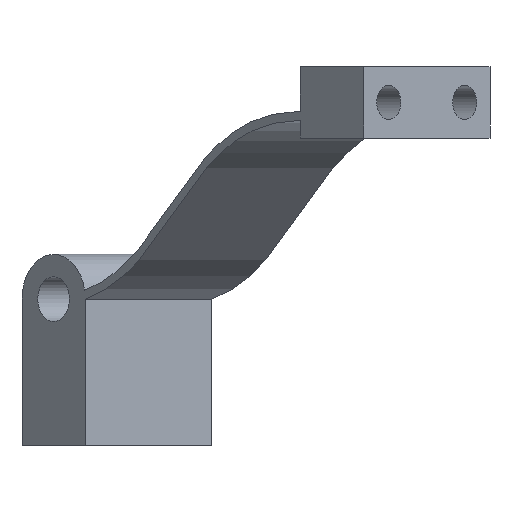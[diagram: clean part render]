
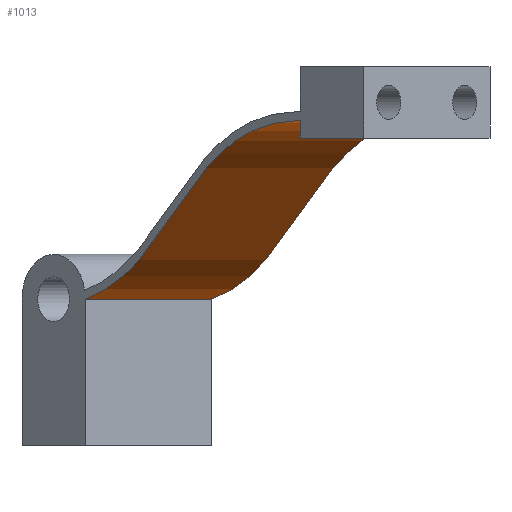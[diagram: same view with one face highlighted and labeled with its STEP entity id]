
A CAD part, front view. The second image highlights one B-rep face of the part: STEP entity #1013.
In plain terms, the highlighted free-form (B-spline) face has degree [1, 3] with [2, 4] control points.
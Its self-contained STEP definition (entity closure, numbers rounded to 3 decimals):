
#32 = PLANE('',#33);
#33 = AXIS2_PLACEMENT_3D('',#34,#35,#36);
#34 = CARTESIAN_POINT('',(-30.123,23.052,
    -15.168));
#35 = DIRECTION('',(0.707,0.707,0.));
#36 = DIRECTION('',(-0.,0.,-1.));
#57 = VERTEX_POINT('',#58);
#58 = CARTESIAN_POINT('',(-33.658,26.587,
    -15.418));
#72 = PLANE('',#73);
#73 = AXIS2_PLACEMENT_3D('',#74,#75,#76);
#74 = CARTESIAN_POINT('',(-33.658,26.587,
    -16.418));
#75 = DIRECTION('',(-0.707,0.707,0.));
#76 = DIRECTION('',(0.,0.,1.));
#84 = EDGE_CURVE('',#57,#85,#87,.T.);
#85 = VERTEX_POINT('',#86);
#86 = CARTESIAN_POINT('',(-45.679,38.608,
    -25.418));
#87 = SURFACE_CURVE('',#88,(#101,#117),.PCURVE_S1.);
#88 = B_SPLINE_CURVE_WITH_KNOTS('',11,(#89,#90,#91,#92,#93,#94,#95,#96,
    #97,#98,#99,#100),.UNSPECIFIED.,.F.,.F.,(12,12),(0.,19.723)
  ,.PIECEWISE_BEZIER_KNOTS.);
#89 = CARTESIAN_POINT('',(-33.658,26.587,
    -15.418));
#90 = CARTESIAN_POINT('',(-35.394,28.323,
    -15.418));
#91 = CARTESIAN_POINT('',(-36.813,29.742,
    -15.865));
#92 = CARTESIAN_POINT('',(-37.979,30.908,-16.671
    ));
#93 = CARTESIAN_POINT('',(-38.953,31.882,
    -17.748));
#94 = CARTESIAN_POINT('',(-39.799,32.728,
    -19.006));
#95 = CARTESIAN_POINT('',(-40.579,33.508,
    -20.357));
#96 = CARTESIAN_POINT('',(-41.356,34.285,
    -21.714));
#97 = CARTESIAN_POINT('',(-42.192,35.12,
    -22.986));
#98 = CARTESIAN_POINT('',(-43.149,36.078,-24.087
    ));
#99 = CARTESIAN_POINT('',(-44.291,37.22,
    -24.927));
#100 = CARTESIAN_POINT('',(-45.679,38.608,
    -25.418));
#101 = PCURVE('',#32,#102);
#102 = DEFINITIONAL_REPRESENTATION('',(#103),#116);
#103 = B_SPLINE_CURVE_WITH_KNOTS('',11,(#104,#105,#106,#107,#108,#109,
    #110,#111,#112,#113,#114,#115),.UNSPECIFIED.,.F.,.F.,(12,12),(0.,
    19.723),.PIECEWISE_BEZIER_KNOTS.);
#104 = CARTESIAN_POINT('',(0.25,5.));
#105 = CARTESIAN_POINT('',(0.25,7.455));
#106 = CARTESIAN_POINT('',(0.697,9.462));
#107 = CARTESIAN_POINT('',(1.503,11.11));
#108 = CARTESIAN_POINT('',(2.58,12.488));
#109 = CARTESIAN_POINT('',(3.838,13.685));
#110 = CARTESIAN_POINT('',(5.189,14.788));
#111 = CARTESIAN_POINT('',(6.546,15.886));
#112 = CARTESIAN_POINT('',(7.818,17.068));
#113 = CARTESIAN_POINT('',(8.919,18.422));
#114 = CARTESIAN_POINT('',(9.759,20.036));
#115 = CARTESIAN_POINT('',(10.25,22.));
#116 = ( GEOMETRIC_REPRESENTATION_CONTEXT(2) 
PARAMETRIC_REPRESENTATION_CONTEXT() REPRESENTATION_CONTEXT('2D SPACE',''
  ) );
#117 = PCURVE('',#118,#127);
#118 = B_SPLINE_SURFACE_WITH_KNOTS('',1,3,(
    (#119,#120,#121,#122)
    ,(#123,#124,#125,#126
    )),.UNSPECIFIED.,.F.,.F.,.F.,(2,2),(4,4),(-5.,5.),(0.,
    19.723),.PIECEWISE_BEZIER_KNOTS.);
#119 = CARTESIAN_POINT('',(-33.658,26.587,
    -15.418));
#120 = CARTESIAN_POINT('',(-40.022,32.951,
    -15.418));
#121 = CARTESIAN_POINT('',(-40.588,33.517,
    -23.618));
#122 = CARTESIAN_POINT('',(-45.679,38.608,
    -25.418));
#123 = CARTESIAN_POINT('',(-26.587,33.658,
    -15.418));
#124 = CARTESIAN_POINT('',(-32.951,40.022,
    -15.418));
#125 = CARTESIAN_POINT('',(-33.517,40.588,
    -23.618));
#126 = CARTESIAN_POINT('',(-38.608,45.679,
    -25.418));
#127 = DEFINITIONAL_REPRESENTATION('',(#128),#131);
#128 = B_SPLINE_CURVE_WITH_KNOTS('',1,(#129,#130),.UNSPECIFIED.,.F.,.F.,
  (2,2),(0.,19.723),.PIECEWISE_BEZIER_KNOTS.);
#129 = CARTESIAN_POINT('',(-5.,0.));
#130 = CARTESIAN_POINT('',(-5.,19.723));
#131 = ( GEOMETRIC_REPRESENTATION_CONTEXT(2) 
PARAMETRIC_REPRESENTATION_CONTEXT() REPRESENTATION_CONTEXT('2D SPACE',''
  ) );
#149 = PLANE('',#150);
#150 = AXIS2_PLACEMENT_3D('',#151,#152,#153);
#151 = CARTESIAN_POINT('',(-45.679,38.608,
    -75.418));
#152 = DIRECTION('',(-0.707,0.707,0.));
#153 = DIRECTION('',(0.,0.,1.));
#465 = PLANE('',#466);
#466 = AXIS2_PLACEMENT_3D('',#467,#468,#469);
#467 = CARTESIAN_POINT('',(-23.052,30.123,
    -15.168));
#468 = DIRECTION('',(-0.707,-0.707,0.));
#469 = DIRECTION('',(0.,0.,1.));
#971 = VERTEX_POINT('',#972);
#972 = CARTESIAN_POINT('',(-38.608,45.679,
    -25.418));
#995 = EDGE_CURVE('',#85,#971,#996,.T.);
#996 = SURFACE_CURVE('',#997,(#1000,#1006),.PCURVE_S1.);
#997 = B_SPLINE_CURVE_WITH_KNOTS('',1,(#998,#999),.UNSPECIFIED.,.F.,.F.,
  (2,2),(-5.,5.),.PIECEWISE_BEZIER_KNOTS.);
#998 = CARTESIAN_POINT('',(-45.679,38.608,
    -25.418));
#999 = CARTESIAN_POINT('',(-38.608,45.679,
    -25.418));
#1000 = PCURVE('',#149,#1001);
#1001 = DEFINITIONAL_REPRESENTATION('',(#1002),#1005);
#1002 = B_SPLINE_CURVE_WITH_KNOTS('',1,(#1003,#1004),.UNSPECIFIED.,.F.,
  .F.,(2,2),(-5.,5.),.PIECEWISE_BEZIER_KNOTS.);
#1003 = CARTESIAN_POINT('',(50.,0.));
#1004 = CARTESIAN_POINT('',(50.,10.));
#1005 = ( GEOMETRIC_REPRESENTATION_CONTEXT(2) 
PARAMETRIC_REPRESENTATION_CONTEXT() REPRESENTATION_CONTEXT('2D SPACE',''
  ) );
#1006 = PCURVE('',#118,#1007);
#1007 = DEFINITIONAL_REPRESENTATION('',(#1008),#1012);
#1008 = LINE('',#1009,#1010);
#1009 = CARTESIAN_POINT('',(0.,19.723));
#1010 = VECTOR('',#1011,1.);
#1011 = DIRECTION('',(1.,0.));
#1012 = ( GEOMETRIC_REPRESENTATION_CONTEXT(2) 
PARAMETRIC_REPRESENTATION_CONTEXT() REPRESENTATION_CONTEXT('2D SPACE',''
  ) );
#1013 = ADVANCED_FACE('',(#1014),#118,.F.);
#1014 = FACE_BOUND('',#1015,.F.);
#1015 = EDGE_LOOP('',(#1016,#1017,#1039,#1062));
#1016 = ORIENTED_EDGE('',*,*,#84,.F.);
#1017 = ORIENTED_EDGE('',*,*,#1018,.T.);
#1018 = EDGE_CURVE('',#57,#1019,#1021,.T.);
#1019 = VERTEX_POINT('',#1020);
#1020 = CARTESIAN_POINT('',(-26.587,33.658,
    -15.418));
#1021 = SURFACE_CURVE('',#1022,(#1026,#1032),.PCURVE_S1.);
#1022 = LINE('',#1023,#1024);
#1023 = CARTESIAN_POINT('',(-30.123,30.123,
    -15.418));
#1024 = VECTOR('',#1025,1.);
#1025 = DIRECTION('',(0.707,0.707,0.));
#1026 = PCURVE('',#118,#1027);
#1027 = DEFINITIONAL_REPRESENTATION('',(#1028),#1031);
#1028 = B_SPLINE_CURVE_WITH_KNOTS('',1,(#1029,#1030),.UNSPECIFIED.,.F.,
  .F.,(2,2),(-5.,5.),.PIECEWISE_BEZIER_KNOTS.);
#1029 = CARTESIAN_POINT('',(-5.,0.));
#1030 = CARTESIAN_POINT('',(5.,0.));
#1031 = ( GEOMETRIC_REPRESENTATION_CONTEXT(2) 
PARAMETRIC_REPRESENTATION_CONTEXT() REPRESENTATION_CONTEXT('2D SPACE',''
  ) );
#1032 = PCURVE('',#72,#1033);
#1033 = DEFINITIONAL_REPRESENTATION('',(#1034),#1038);
#1034 = LINE('',#1035,#1036);
#1035 = CARTESIAN_POINT('',(1.,5.));
#1036 = VECTOR('',#1037,1.);
#1037 = DIRECTION('',(0.,1.));
#1038 = ( GEOMETRIC_REPRESENTATION_CONTEXT(2) 
PARAMETRIC_REPRESENTATION_CONTEXT() REPRESENTATION_CONTEXT('2D SPACE',''
  ) );
#1039 = ORIENTED_EDGE('',*,*,#1040,.T.);
#1040 = EDGE_CURVE('',#1019,#971,#1041,.T.);
#1041 = SURFACE_CURVE('',#1042,(#1047,#1054),.PCURVE_S1.);
#1042 = B_SPLINE_CURVE_WITH_KNOTS('',3,(#1043,#1044,#1045,#1046),
  .UNSPECIFIED.,.F.,.F.,(4,4),(0.,19.723),
  .PIECEWISE_BEZIER_KNOTS.);
#1043 = CARTESIAN_POINT('',(-26.587,33.658,
    -15.418));
#1044 = CARTESIAN_POINT('',(-32.951,40.022,
    -15.418));
#1045 = CARTESIAN_POINT('',(-33.517,40.588,
    -23.618));
#1046 = CARTESIAN_POINT('',(-38.608,45.679,
    -25.418));
#1047 = PCURVE('',#118,#1048);
#1048 = DEFINITIONAL_REPRESENTATION('',(#1049),#1053);
#1049 = LINE('',#1050,#1051);
#1050 = CARTESIAN_POINT('',(5.,0.));
#1051 = VECTOR('',#1052,1.);
#1052 = DIRECTION('',(0.,1.));
#1053 = ( GEOMETRIC_REPRESENTATION_CONTEXT(2) 
PARAMETRIC_REPRESENTATION_CONTEXT() REPRESENTATION_CONTEXT('2D SPACE',''
  ) );
#1054 = PCURVE('',#465,#1055);
#1055 = DEFINITIONAL_REPRESENTATION('',(#1056),#1061);
#1056 = B_SPLINE_CURVE_WITH_KNOTS('',3,(#1057,#1058,#1059,#1060),
  .UNSPECIFIED.,.F.,.F.,(4,4),(0.,19.723),
  .PIECEWISE_BEZIER_KNOTS.);
#1057 = CARTESIAN_POINT('',(-0.25,5.));
#1058 = CARTESIAN_POINT('',(-0.25,14.));
#1059 = CARTESIAN_POINT('',(-8.45,14.8));
#1060 = CARTESIAN_POINT('',(-10.25,22.));
#1061 = ( GEOMETRIC_REPRESENTATION_CONTEXT(2) 
PARAMETRIC_REPRESENTATION_CONTEXT() REPRESENTATION_CONTEXT('2D SPACE',''
  ) );
#1062 = ORIENTED_EDGE('',*,*,#995,.F.);
